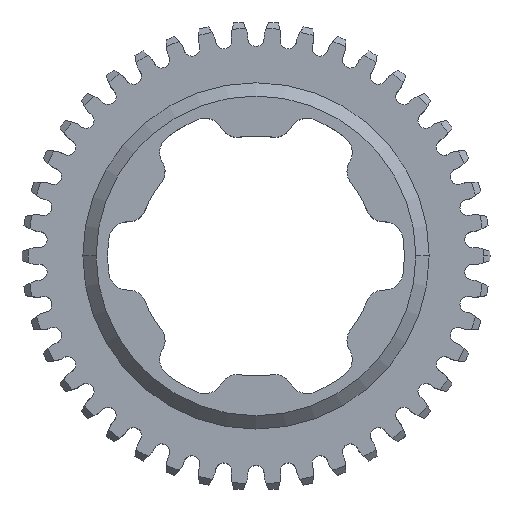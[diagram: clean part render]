
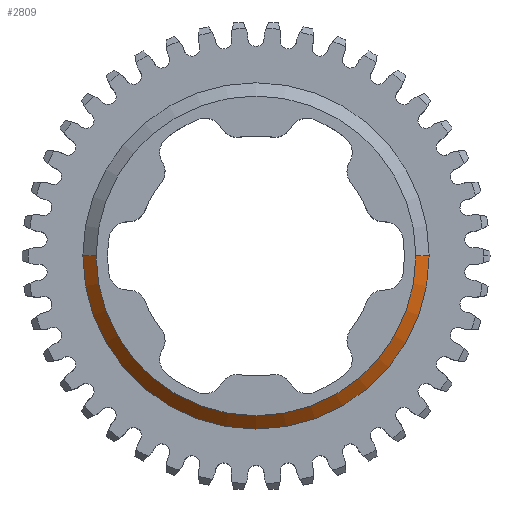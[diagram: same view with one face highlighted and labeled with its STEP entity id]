
A CAD part, top view. The second image highlights one B-rep face of the part: STEP entity #2809.
In plain terms, the highlighted conical face has half-angle 45 degrees and reference radius 20.637 mm.
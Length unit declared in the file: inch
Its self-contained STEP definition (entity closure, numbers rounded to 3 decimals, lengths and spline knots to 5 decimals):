
#332 = DIRECTION ( 'NONE',  ( -0.707, 0., -0.707 ) ) ;
#1415 = DIRECTION ( 'NONE',  ( 0., 0., -1. ) ) ;
#2338 = VERTEX_POINT ( 'NONE', #10147 ) ;
#2521 = CARTESIAN_POINT ( 'NONE',  ( 0.8125, 0., 0.1875 ) ) ;
#2809 = ADVANCED_FACE ( 'NONE', ( #17349 ), #15196, .T. ) ;
#3407 = VERTEX_POINT ( 'NONE', #5048 ) ;
#4038 = VERTEX_POINT ( 'NONE', #2521 ) ;
#4833 = VERTEX_POINT ( 'NONE', #13864 ) ;
#4931 = DIRECTION ( 'NONE',  ( 0.707, 0., -0.707 ) ) ;
#5048 = CARTESIAN_POINT ( 'NONE',  ( 0.75, 0., 0.25 ) ) ;
#5800 = CIRCLE ( 'NONE', #13992, 0.75 ) ;
#6265 = LINE ( 'NONE', #14831, #7409 ) ;
#6814 = CIRCLE ( 'NONE', #7877, 0.8125 ) ;
#7174 = ORIENTED_EDGE ( 'NONE', *, *, #12550, .F. ) ;
#7409 = VECTOR ( 'NONE', #4931, 39.37008 ) ;
#7542 = DIRECTION ( 'NONE',  ( -1., 0., 0. ) ) ;
#7877 = AXIS2_PLACEMENT_3D ( 'NONE', #18649, #13630, #10072 ) ;
#9221 = CARTESIAN_POINT ( 'NONE',  ( 0., 0., 0.1875 ) ) ;
#10072 = DIRECTION ( 'NONE',  ( 1., 0., 0. ) ) ;
#10147 = CARTESIAN_POINT ( 'NONE',  ( -0.8125, 0., 0.1875 ) ) ;
#12096 = CARTESIAN_POINT ( 'NONE',  ( -0.8125, 0., 0.1875 ) ) ;
#12217 = EDGE_LOOP ( 'NONE', ( #7174, #14817, #21837, #15908 ) ) ;
#12550 = EDGE_CURVE ( 'NONE', #3407, #4038, #6265, .T. ) ;
#12737 = CARTESIAN_POINT ( 'NONE',  ( 0., 0., 0.25 ) ) ;
#12764 = EDGE_CURVE ( 'NONE', #4833, #2338, #15674, .T. ) ;
#13068 = DIRECTION ( 'NONE',  ( -1., 0., 0. ) ) ;
#13630 = DIRECTION ( 'NONE',  ( 0., 0., -1. ) ) ;
#13808 = VECTOR ( 'NONE', #332, 39.37008 ) ;
#13864 = CARTESIAN_POINT ( 'NONE',  ( -0.75, 0., 0.25 ) ) ;
#13992 = AXIS2_PLACEMENT_3D ( 'NONE', #12737, #1415, #13068 ) ;
#14817 = ORIENTED_EDGE ( 'NONE', *, *, #16923, .T. ) ;
#14831 = CARTESIAN_POINT ( 'NONE',  ( 0.8125, 0., 0.1875 ) ) ;
#15196 = CONICAL_SURFACE ( 'NONE', #16616, 0.8125, 0.785 ) ;
#15674 = LINE ( 'NONE', #12096, #13808 ) ;
#15908 = ORIENTED_EDGE ( 'NONE', *, *, #19097, .F. ) ;
#16616 = AXIS2_PLACEMENT_3D ( 'NONE', #9221, #17454, #7542 ) ;
#16923 = EDGE_CURVE ( 'NONE', #3407, #4833, #5800, .T. ) ;
#17349 = FACE_OUTER_BOUND ( 'NONE', #12217, .T. ) ;
#17454 = DIRECTION ( 'NONE',  ( 0., 0., -1. ) ) ;
#18649 = CARTESIAN_POINT ( 'NONE',  ( 0., 0., 0.1875 ) ) ;
#19097 = EDGE_CURVE ( 'NONE', #4038, #2338, #6814, .T. ) ;
#21837 = ORIENTED_EDGE ( 'NONE', *, *, #12764, .T. ) ;
